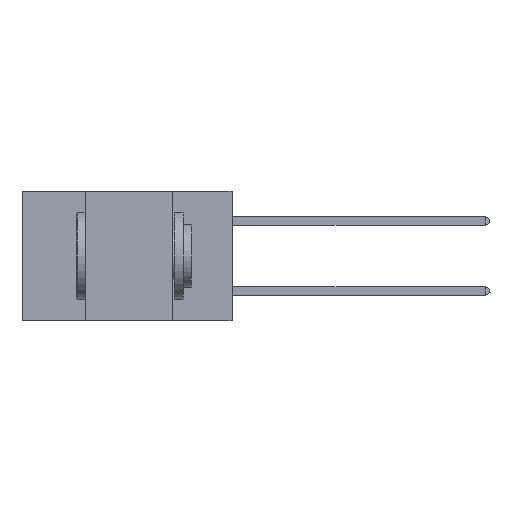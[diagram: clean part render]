
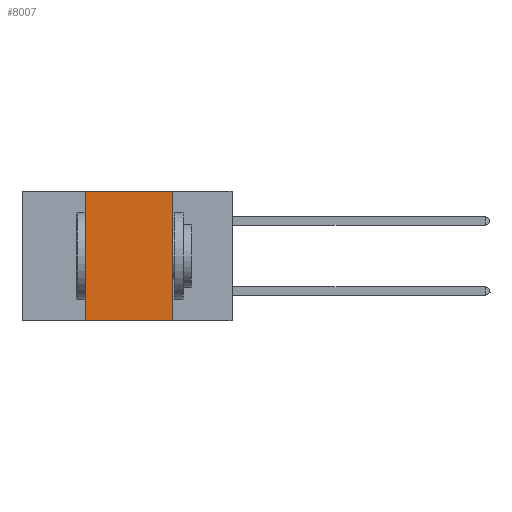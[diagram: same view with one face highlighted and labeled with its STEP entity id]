
A CAD part, left-side view. The second image highlights one B-rep face of the part: STEP entity #8007.
In plain terms, the highlighted planar face has unit normal (-1, 0, 0).
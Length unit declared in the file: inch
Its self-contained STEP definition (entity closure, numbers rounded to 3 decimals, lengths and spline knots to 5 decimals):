
#216 = DIRECTION ( 'NONE',  ( 1., 0., 0. ) ) ;
#250 = VERTEX_POINT ( 'NONE', #2733 ) ;
#585 = EDGE_CURVE ( 'NONE', #250, #14911, #14581, .T. ) ;
#812 = ORIENTED_EDGE ( 'NONE', *, *, #2731, .T. ) ;
#1174 = AXIS2_PLACEMENT_3D ( 'NONE', #12188, #216, #12546 ) ;
#2242 = LINE ( 'NONE', #4871, #12725 ) ;
#2731 = EDGE_CURVE ( 'NONE', #250, #13408, #12071, .T. ) ;
#2733 = CARTESIAN_POINT ( 'NONE',  ( 0., 0.42, -0.37 ) ) ;
#3873 = PLANE ( 'NONE',  #1174 ) ;
#4063 = VECTOR ( 'NONE', #7814, 39.37008 ) ;
#4871 = CARTESIAN_POINT ( 'NONE',  ( 0., 0.17, 0. ) ) ;
#4957 = ORIENTED_EDGE ( 'NONE', *, *, #14879, .F. ) ;
#5405 = CARTESIAN_POINT ( 'NONE',  ( 0., 0.6, 0. ) ) ;
#5572 = VERTEX_POINT ( 'NONE', #11787 ) ;
#6266 = DIRECTION ( 'NONE',  ( 0., 0., 1. ) ) ;
#6542 = CARTESIAN_POINT ( 'NONE',  ( 0., 0.42, 0. ) ) ;
#6916 = EDGE_LOOP ( 'NONE', ( #4957, #8340, #9707, #812 ) ) ;
#7814 = DIRECTION ( 'NONE',  ( 0., -1., 0. ) ) ;
#8007 = ADVANCED_FACE ( 'NONE', ( #10162 ), #3873, .F. ) ;
#8340 = ORIENTED_EDGE ( 'NONE', *, *, #12555, .F. ) ;
#9707 = ORIENTED_EDGE ( 'NONE', *, *, #585, .F. ) ;
#9996 = CARTESIAN_POINT ( 'NONE',  ( 0., 0.6, -0.37 ) ) ;
#10162 = FACE_OUTER_BOUND ( 'NONE', #6916, .T. ) ;
#11554 = DIRECTION ( 'NONE',  ( 0., -1., 0. ) ) ;
#11787 = CARTESIAN_POINT ( 'NONE',  ( 0., 0.17, 0. ) ) ;
#12071 = LINE ( 'NONE', #9996, #12670 ) ;
#12188 = CARTESIAN_POINT ( 'NONE',  ( 0., 0.6, 0. ) ) ;
#12357 = DIRECTION ( 'NONE',  ( 0., 0., -1. ) ) ;
#12546 = DIRECTION ( 'NONE',  ( 0., 0., -1. ) ) ;
#12555 = EDGE_CURVE ( 'NONE', #14911, #5572, #13962, .T. ) ;
#12670 = VECTOR ( 'NONE', #11554, 39.37008 ) ;
#12725 = VECTOR ( 'NONE', #12357, 39.37008 ) ;
#13295 = CARTESIAN_POINT ( 'NONE',  ( 0., 0.17, -0.37 ) ) ;
#13408 = VERTEX_POINT ( 'NONE', #13295 ) ;
#13962 = LINE ( 'NONE', #5405, #4063 ) ;
#14581 = LINE ( 'NONE', #15081, #14761 ) ;
#14761 = VECTOR ( 'NONE', #6266, 39.37008 ) ;
#14879 = EDGE_CURVE ( 'NONE', #5572, #13408, #2242, .T. ) ;
#14911 = VERTEX_POINT ( 'NONE', #6542 ) ;
#15081 = CARTESIAN_POINT ( 'NONE',  ( 0., 0.42, 0. ) ) ;
